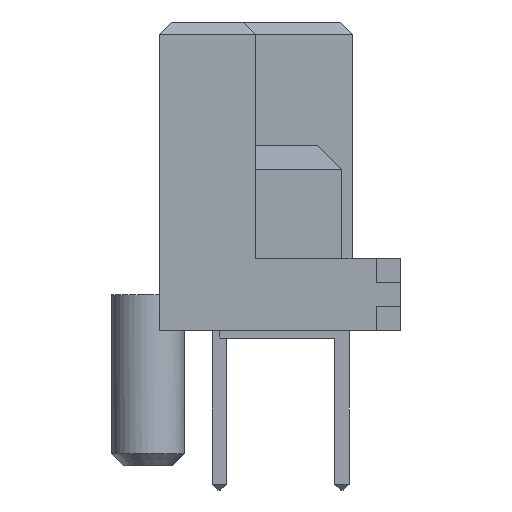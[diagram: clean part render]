
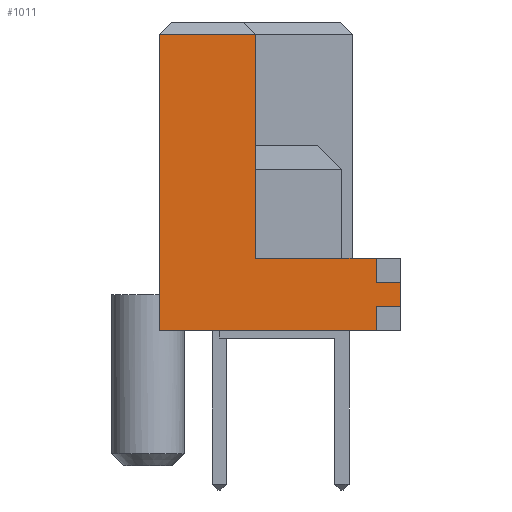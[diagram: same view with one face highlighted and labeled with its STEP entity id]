
A CAD part, front view. The second image highlights one B-rep face of the part: STEP entity #1011.
In plain terms, the highlighted planar face has unit normal (0, -1, 0).
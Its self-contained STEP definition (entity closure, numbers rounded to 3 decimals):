
#13=DIRECTION('',(0.,0.,1.));
#27=VECTOR('',#13,1.);
#30=VERTEX_POINT('',#31);
#31=CARTESIAN_POINT('',(3.25,-16.495,0.5));
#36=EDGE_CURVE('',#37,#30,#39,.T.);
#37=VERTEX_POINT('',#38);
#38=CARTESIAN_POINT('',(3.25,-16.495,0.));
#39=LINE('',#38,#27);
#45=DIRECTION('',(1.,0.,0.));
#59=VECTOR('',#60,1.);
#60=DIRECTION('',(-1.,0.,0.));
#77=VECTOR('',#45,1.);
#95=CARTESIAN_POINT('',(-1.25,-16.495,0.));
#436=EDGE_CURVE('',#37,#437,#438,.T.);
#437=VERTEX_POINT('',#95);
#438=LINE('',#439,#59);
#439=CARTESIAN_POINT('',(3.75,-16.495,0.));
#1000=ORIENTED_EDGE('',*,*,#1001,.T.);
#1001=EDGE_CURVE('',#30,#1002,#1004,.T.);
#1002=VERTEX_POINT('',#1003);
#1003=CARTESIAN_POINT('',(3.75,-16.495,0.5));
#1004=LINE('',#31,#77);
#1011=ADVANCED_FACE('',(#1012),#1052,.T.);
#1012=FACE_BOUND('',#1013,.T.);
#1013=EDGE_LOOP('',(#1014,#1015,#1000,#1016,#1021,#1026,#1031,#1037,#1043,#1049));
#1014=ORIENTED_EDGE('',*,*,#436,.F.);
#1015=ORIENTED_EDGE('',*,*,#36,.T.);
#1016=ORIENTED_EDGE('',*,*,#1017,.T.);
#1017=EDGE_CURVE('',#1002,#1018,#1020,.T.);
#1018=VERTEX_POINT('',#1019);
#1019=CARTESIAN_POINT('',(3.75,-16.495,1.));
#1020=LINE('',#439,#27);
#1021=ORIENTED_EDGE('',*,*,#1022,.F.);
#1022=EDGE_CURVE('',#1023,#1018,#1025,.T.);
#1023=VERTEX_POINT('',#1024);
#1024=CARTESIAN_POINT('',(3.25,-16.495,1.));
#1025=LINE('',#1024,#77);
#1026=ORIENTED_EDGE('',*,*,#1027,.T.);
#1027=EDGE_CURVE('',#1023,#1028,#1030,.T.);
#1028=VERTEX_POINT('',#1029);
#1029=CARTESIAN_POINT('',(3.25,-16.495,1.5));
#1030=LINE('',#1024,#27);
#1031=ORIENTED_EDGE('',*,*,#1032,.T.);
#1032=EDGE_CURVE('',#1028,#1033,#1035,.T.);
#1033=VERTEX_POINT('',#1034);
#1034=CARTESIAN_POINT('',(0.75,-16.495,1.5));
#1035=LINE('',#1036,#59);
#1036=CARTESIAN_POINT('',(3.75,-16.495,1.5));
#1037=ORIENTED_EDGE('',*,*,#1038,.T.);
#1038=EDGE_CURVE('',#1033,#1039,#1041,.T.);
#1039=VERTEX_POINT('',#1040);
#1040=CARTESIAN_POINT('',(0.75,-16.495,6.15));
#1041=LINE('',#1042,#27);
#1042=CARTESIAN_POINT('',(0.75,-16.495,0.));
#1043=ORIENTED_EDGE('',*,*,#1044,.F.);
#1044=EDGE_CURVE('',#1045,#1039,#1047,.T.);
#1045=VERTEX_POINT('',#1046);
#1046=CARTESIAN_POINT('',(-1.25,-16.495,6.15));
#1047=LINE('',#1048,#77);
#1048=CARTESIAN_POINT('',(-1.,-16.495,6.15));
#1049=ORIENTED_EDGE('',*,*,#1050,.F.);
#1050=EDGE_CURVE('',#437,#1045,#1051,.T.);
#1051=LINE('',#95,#27);
#1052=PLANE('',#1053);
#1053=AXIS2_PLACEMENT_3D('',#1054,#1055,#1056);
#1054=CARTESIAN_POINT('',(0.602,-16.495,2.449));
#1055=DIRECTION('',(0.,-1.,0.));
#1056=DIRECTION('',(-1.,0.,0.));
